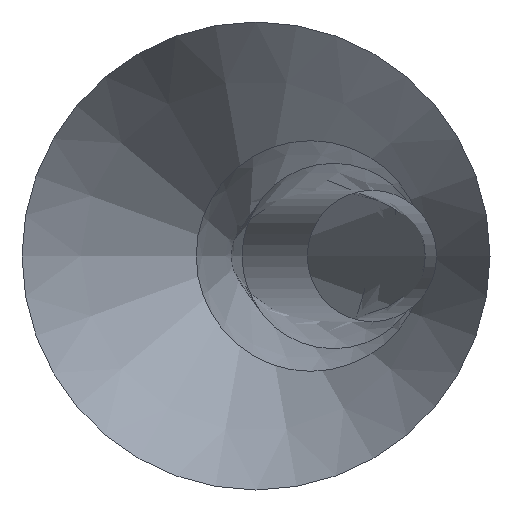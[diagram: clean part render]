
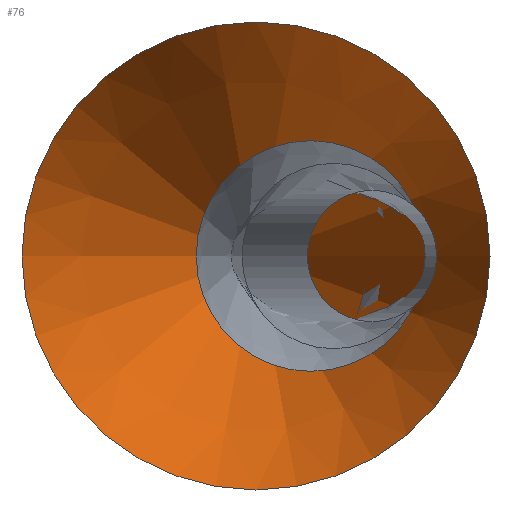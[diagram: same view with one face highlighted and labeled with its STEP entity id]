
A CAD part, front view. The second image highlights one B-rep face of the part: STEP entity #76.
In plain terms, the highlighted conical face has half-angle 23.284 degrees and reference radius 4.527 mm.
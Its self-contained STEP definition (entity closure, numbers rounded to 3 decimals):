
#32=FACE_OUTER_BOUND($,#38,.T.);
#38=EDGE_LOOP($,(#62));
#45=CIRCLE($,#92,9.053);
#50=VERTEX_POINT($,#139);
#55=EDGE_CURVE($,#50,#50,#45,.T.);
#62=ORIENTED_EDGE($,*,*,#55,.F.);
#71=CONICAL_SURFACE($,#91,4.527,23.284);
#76=ADVANCED_FACE($,(#32),#71,.T.);
#91=AXIS2_PLACEMENT_3D($,#138,#107,#108);
#92=AXIS2_PLACEMENT_3D($,#140,#109,#110);
#107=DIRECTION('center_axis',(0.,-1.,0.));
#108=DIRECTION('ref_axis',(1.,0.,0.));
#109=DIRECTION('center_axis',(0.,-1.,0.));
#110=DIRECTION('ref_axis',(1.,0.,0.));
#138=CARTESIAN_POINT('Origin',(0.,-6.646,
0.));
#139=CARTESIAN_POINT('',(9.053,-17.165,0.));
#140=CARTESIAN_POINT('Origin',(0.,-17.165,0.));
